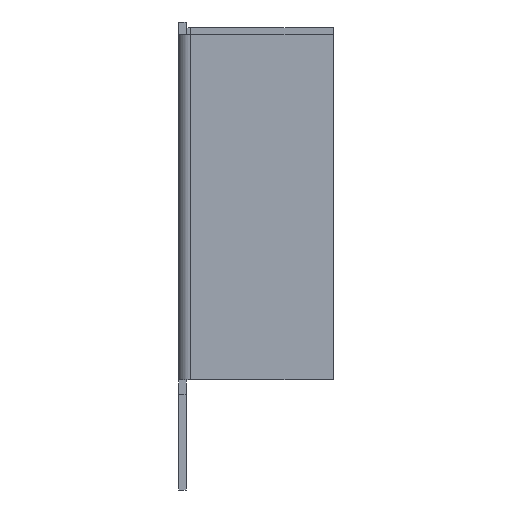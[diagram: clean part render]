
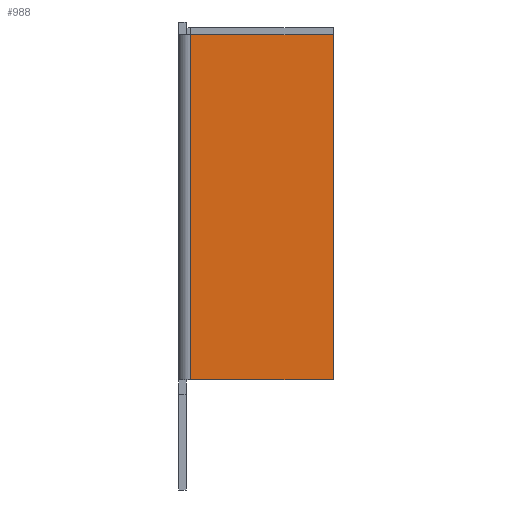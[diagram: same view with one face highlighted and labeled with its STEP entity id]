
A CAD part, left-side view. The second image highlights one B-rep face of the part: STEP entity #988.
In plain terms, the highlighted planar face has unit normal (-1, 0, 0).
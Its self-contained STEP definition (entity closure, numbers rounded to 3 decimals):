
#51 = EDGE_CURVE ( 'NONE', #1159, #290, #798, .T. ) ;
#57 = ORIENTED_EDGE ( 'NONE', *, *, #51, .F. ) ;
#82 = EDGE_LOOP ( 'NONE', ( #1089, #1301, #1274, #57 ) ) ;
#157 = CARTESIAN_POINT ( 'NONE',  ( 0.75, -1.6, 15. ) ) ;
#232 = VECTOR ( 'NONE', #1109, 1000. ) ;
#290 = VERTEX_POINT ( 'NONE', #700 ) ;
#297 = LINE ( 'NONE', #1311, #844 ) ;
#464 = EDGE_CURVE ( 'NONE', #653, #818, #297, .T. ) ;
#475 = VECTOR ( 'NONE', #641, 1000. ) ;
#482 = AXIS2_PLACEMENT_3D ( 'NONE', #1329, #1308, #1303 ) ;
#489 = LINE ( 'NONE', #1211, #232 ) ;
#493 = EDGE_CURVE ( 'NONE', #653, #1159, #489, .T. ) ;
#565 = DIRECTION ( 'NONE',  ( 0., 0., -1. ) ) ;
#579 = CARTESIAN_POINT ( 'NONE',  ( 0.75, -21.05, 15. ) ) ;
#628 = CARTESIAN_POINT ( 'NONE',  ( 0.75, -1., 15. ) ) ;
#641 = DIRECTION ( 'NONE',  ( 0., 1., 0. ) ) ;
#647 = CARTESIAN_POINT ( 'NONE',  ( 0.75, -1.6, 62. ) ) ;
#653 = VERTEX_POINT ( 'NONE', #647 ) ;
#700 = CARTESIAN_POINT ( 'NONE',  ( 0.75, -21.05, 15. ) ) ;
#722 = VECTOR ( 'NONE', #565, 1000. ) ;
#798 = LINE ( 'NONE', #579, #722 ) ;
#818 = VERTEX_POINT ( 'NONE', #157 ) ;
#830 = FACE_OUTER_BOUND ( 'NONE', #82, .T. ) ;
#844 = VECTOR ( 'NONE', #1321, 1000. ) ;
#974 = CARTESIAN_POINT ( 'NONE',  ( 0.75, -21.05, 62. ) ) ;
#988 = ADVANCED_FACE ( 'NONE', ( #830 ), #1337, .T. ) ;
#1089 = ORIENTED_EDGE ( 'NONE', *, *, #493, .F. ) ;
#1109 = DIRECTION ( 'NONE',  ( 0., -1., 0. ) ) ;
#1159 = VERTEX_POINT ( 'NONE', #974 ) ;
#1211 = CARTESIAN_POINT ( 'NONE',  ( 0.75, -21.05, 62. ) ) ;
#1274 = ORIENTED_EDGE ( 'NONE', *, *, #1375, .F. ) ;
#1301 = ORIENTED_EDGE ( 'NONE', *, *, #464, .T. ) ;
#1303 = DIRECTION ( 'NONE',  ( 0., -1., 0. ) ) ;
#1308 = DIRECTION ( 'NONE',  ( -1., 0., 0. ) ) ;
#1311 = CARTESIAN_POINT ( 'NONE',  ( 0.75, -1.6, 0. ) ) ;
#1321 = DIRECTION ( 'NONE',  ( 0., 0., -1. ) ) ;
#1329 = CARTESIAN_POINT ( 'NONE',  ( 0.75, 0., 0. ) ) ;
#1337 = PLANE ( 'NONE',  #482 ) ;
#1375 = EDGE_CURVE ( 'NONE', #290, #818, #1418, .T. ) ;
#1418 = LINE ( 'NONE', #628, #475 ) ;
